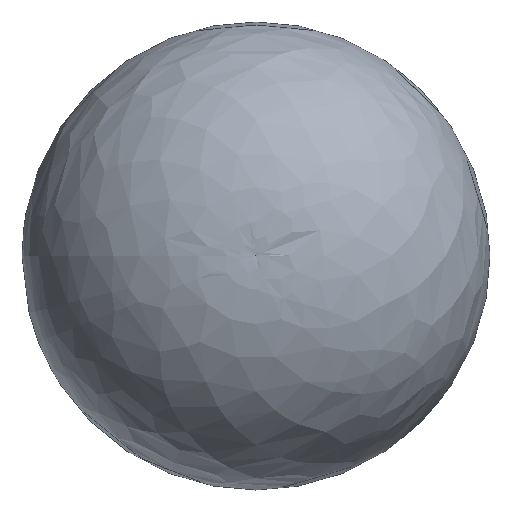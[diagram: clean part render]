
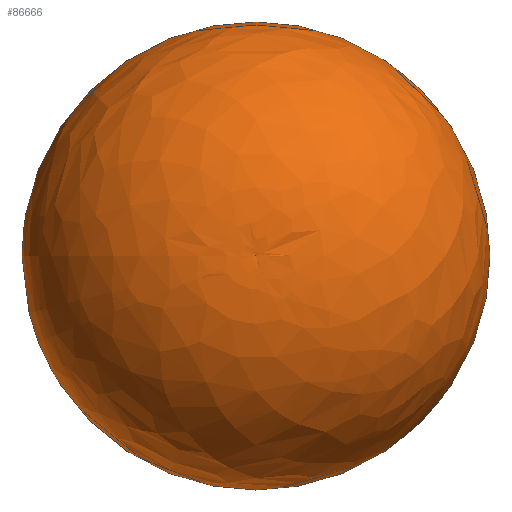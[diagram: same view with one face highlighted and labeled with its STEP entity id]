
A CAD part, top view. The second image highlights one B-rep face of the part: STEP entity #86666.
In plain terms, the highlighted free-form (B-spline) face has degree [2, 2] with [5, 9] control points.
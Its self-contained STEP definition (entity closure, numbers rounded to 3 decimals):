
#4527=(
BOUNDED_CURVE()
B_SPLINE_CURVE(2,(#190850,#190851,#190852,#190853,#190854),
 .UNSPECIFIED.,.F.,.F.)
B_SPLINE_CURVE_WITH_KNOTS((3,2,3),(-1.012,0.334,1.68),
 .UNSPECIFIED.)
CURVE()
GEOMETRIC_REPRESENTATION_ITEM()
RATIONAL_B_SPLINE_CURVE((1.,0.782,1.,0.782,1.))
REPRESENTATION_ITEM('')
);
#4668=(
BOUNDED_SURFACE()
B_SPLINE_SURFACE(2,2,((#190804,#190805,#190806,#190807,#190808,#190809,
#190810,#190811,#190812),(#190813,#190814,#190815,#190816,#190817,#190818,
#190819,#190820,#190821),(#190822,#190823,#190824,#190825,#190826,#190827,
#190828,#190829,#190830),(#190831,#190832,#190833,#190834,#190835,#190836,
#190837,#190838,#190839),(#190840,#190841,#190842,#190843,#190844,#190845,
#190846,#190847,#190848)),.UNSPECIFIED.,.F.,.T.,.F.)
B_SPLINE_SURFACE_WITH_KNOTS((3,2,3),(3,2,2,2,3),(-1.68,-0.334,
1.012),(-3.142,-1.571,0.,1.571,
3.142),.UNSPECIFIED.)
GEOMETRIC_REPRESENTATION_ITEM()
RATIONAL_B_SPLINE_SURFACE(((1.,0.707,1.,0.707,1.,
0.707,1.,0.707,1.),(0.782,0.553,
0.782,0.553,0.782,0.553,
0.782,0.553,0.782),(1.,0.707,
1.,0.707,1.,0.707,1.,0.707,1.),(0.782,
0.553,0.782,0.553,0.782,
0.553,0.782,0.553,0.782),
(1.,0.707,1.,0.707,1.,0.707,1.,0.707,
1.)))
REPRESENTATION_ITEM('')
SURFACE()
);
#28023=FACE_OUTER_BOUND('',#34990,.T.);
#34990=EDGE_LOOP('',(#80910,#80911,#80912,#80913));
#39274=CIRCLE('',#95917,876.459);
#39275=CIRCLE('',#95918,876.459);
#46878=VERTEX_POINT('',#190797);
#46879=VERTEX_POINT('',#190801);
#46880=VERTEX_POINT('',#190849);
#58224=EDGE_CURVE('',#46878,#46879,#39274,.T.);
#58225=EDGE_CURVE('',#46879,#46878,#39275,.T.);
#58226=EDGE_CURVE('',#46878,#46880,#4527,.T.);
#80910=ORIENTED_EDGE('',*,*,#58225,.F.);
#80911=ORIENTED_EDGE('',*,*,#58224,.F.);
#80912=ORIENTED_EDGE('',*,*,#58226,.T.);
#80913=ORIENTED_EDGE('',*,*,#58226,.F.);
#86666=ADVANCED_FACE('',(#28023),#4668,.F.);
#95917=AXIS2_PLACEMENT_3D('',#190802,#117956,#117957);
#95918=AXIS2_PLACEMENT_3D('',#190803,#117958,#117959);
#117956=DIRECTION('center_axis',(-1.,0.,0.));
#117957=DIRECTION('ref_axis',(0.,0.,1.));
#117958=DIRECTION('center_axis',(-1.,0.,0.));
#117959=DIRECTION('ref_axis',(0.,0.,1.));
#190797=CARTESIAN_POINT('',(-1162.578,150.,-876.459));
#190801=CARTESIAN_POINT('',(-1162.578,-726.459,0.));
#190802=CARTESIAN_POINT('Origin',(-1162.578,150.,0.));
#190803=CARTESIAN_POINT('Origin',(-1162.578,150.,0.));
#190804=CARTESIAN_POINT('Ctrl Pts',(1362.656,150.,0.));
#190805=CARTESIAN_POINT('Ctrl Pts',(1362.656,150.,0.));
#190806=CARTESIAN_POINT('Ctrl Pts',(1362.656,150.,0.));
#190807=CARTESIAN_POINT('Ctrl Pts',(1362.656,150.,0.));
#190808=CARTESIAN_POINT('Ctrl Pts',(1362.656,150.,0.));
#190809=CARTESIAN_POINT('Ctrl Pts',(1362.656,150.,0.));
#190810=CARTESIAN_POINT('Ctrl Pts',(1362.656,150.,0.));
#190811=CARTESIAN_POINT('Ctrl Pts',(1362.656,150.,0.));
#190812=CARTESIAN_POINT('Ctrl Pts',(1362.656,150.,0.));
#190813=CARTESIAN_POINT('Ctrl Pts',(1482.273,150.,-1086.644));
#190814=CARTESIAN_POINT('Ctrl Pts',(1482.273,-936.644,
-1086.644));
#190815=CARTESIAN_POINT('Ctrl Pts',(1482.273,-936.644,
0.));
#190816=CARTESIAN_POINT('Ctrl Pts',(1482.273,-936.644,
1086.644));
#190817=CARTESIAN_POINT('Ctrl Pts',(1482.273,150.,1086.644));
#190818=CARTESIAN_POINT('Ctrl Pts',(1482.273,1236.644,1086.644));
#190819=CARTESIAN_POINT('Ctrl Pts',(1482.273,1236.644,0.));
#190820=CARTESIAN_POINT('Ctrl Pts',(1482.273,1236.644,-1086.644));
#190821=CARTESIAN_POINT('Ctrl Pts',(1482.273,150.,-1086.644));
#190822=CARTESIAN_POINT('Ctrl Pts',(449.503,150.,-1445.098));
#190823=CARTESIAN_POINT('Ctrl Pts',(449.503,-1295.098,
-1445.098));
#190824=CARTESIAN_POINT('Ctrl Pts',(449.503,-1295.098,
0.));
#190825=CARTESIAN_POINT('Ctrl Pts',(449.503,-1295.098,
1445.098));
#190826=CARTESIAN_POINT('Ctrl Pts',(449.503,150.,1445.098));
#190827=CARTESIAN_POINT('Ctrl Pts',(449.503,1595.098,1445.098));
#190828=CARTESIAN_POINT('Ctrl Pts',(449.503,1595.098,0.));
#190829=CARTESIAN_POINT('Ctrl Pts',(449.503,1595.098,-1445.098));
#190830=CARTESIAN_POINT('Ctrl Pts',(449.503,150.,-1445.098));
#190831=CARTESIAN_POINT('Ctrl Pts',(-583.267,150.,-1803.552));
#190832=CARTESIAN_POINT('Ctrl Pts',(-583.267,-1653.552,
-1803.552));
#190833=CARTESIAN_POINT('Ctrl Pts',(-583.267,-1653.552,
0.));
#190834=CARTESIAN_POINT('Ctrl Pts',(-583.267,-1653.552,
1803.552));
#190835=CARTESIAN_POINT('Ctrl Pts',(-583.267,150.,1803.552));
#190836=CARTESIAN_POINT('Ctrl Pts',(-583.267,1953.552,
1803.552));
#190837=CARTESIAN_POINT('Ctrl Pts',(-583.267,1953.552,
0.));
#190838=CARTESIAN_POINT('Ctrl Pts',(-583.267,1953.552,
-1803.552));
#190839=CARTESIAN_POINT('Ctrl Pts',(-583.267,150.,-1803.552));
#190840=CARTESIAN_POINT('Ctrl Pts',(-1162.578,150.,-876.459));
#190841=CARTESIAN_POINT('Ctrl Pts',(-1162.578,-726.459,
-876.459));
#190842=CARTESIAN_POINT('Ctrl Pts',(-1162.578,-726.459,
0.));
#190843=CARTESIAN_POINT('Ctrl Pts',(-1162.578,-726.459,
876.459));
#190844=CARTESIAN_POINT('Ctrl Pts',(-1162.578,150.,876.459));
#190845=CARTESIAN_POINT('Ctrl Pts',(-1162.578,1026.459,
876.459));
#190846=CARTESIAN_POINT('Ctrl Pts',(-1162.578,1026.459,
0.));
#190847=CARTESIAN_POINT('Ctrl Pts',(-1162.578,1026.459,
-876.459));
#190848=CARTESIAN_POINT('Ctrl Pts',(-1162.578,150.,-876.459));
#190849=CARTESIAN_POINT('',(1362.656,150.,0.));
#190850=CARTESIAN_POINT('Ctrl Pts',(-1162.578,150.,-876.459));
#190851=CARTESIAN_POINT('Ctrl Pts',(-583.267,150.,-1803.552));
#190852=CARTESIAN_POINT('Ctrl Pts',(449.503,150.,-1445.098));
#190853=CARTESIAN_POINT('Ctrl Pts',(1482.273,150.,-1086.644));
#190854=CARTESIAN_POINT('Ctrl Pts',(1362.656,150.,0.));
